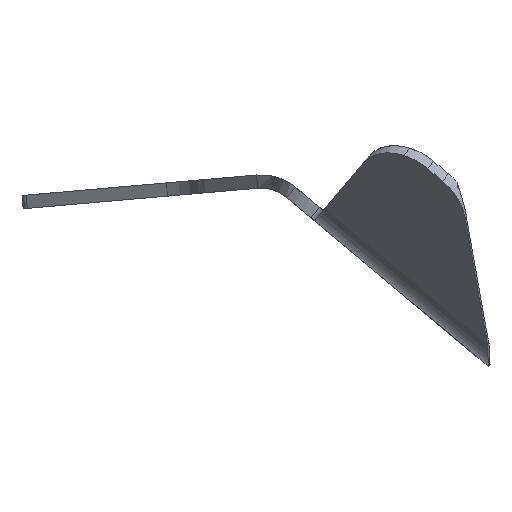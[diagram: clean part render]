
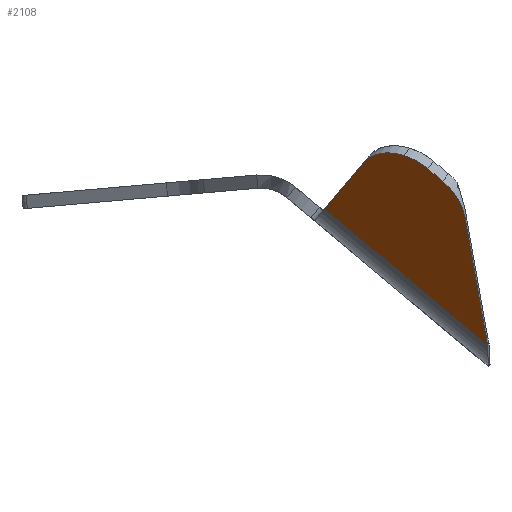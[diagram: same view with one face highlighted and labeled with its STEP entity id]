
A CAD part, left-side view. The second image highlights one B-rep face of the part: STEP entity #2108.
In plain terms, the highlighted planar face has unit normal (-0.707, 0.455, -0.542).
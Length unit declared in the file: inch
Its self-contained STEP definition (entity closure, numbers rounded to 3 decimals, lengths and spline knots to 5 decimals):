
#154 = CIRCLE ( 'NONE', #1957, 0.5 ) ;
#249 = VERTEX_POINT ( 'NONE', #323 ) ;
#305 = CIRCLE ( 'NONE', #1503, 0.5 ) ;
#307 = VERTEX_POINT ( 'NONE', #659 ) ;
#323 = CARTESIAN_POINT ( 'NONE',  ( -6.33572, 0.02899, -7.96065 ) ) ;
#520 = CARTESIAN_POINT ( 'NONE',  ( -6.22589, 1.63549, -6.75602 ) ) ;
#582 = AXIS2_PLACEMENT_3D ( 'NONE', #2514, #2158, #731 ) ;
#602 = VECTOR ( 'NONE', #3778, 39.37008 ) ;
#659 = CARTESIAN_POINT ( 'NONE',  ( -6.89638, 1.2045, -6.24239 ) ) ;
#685 = ORIENTED_EDGE ( 'NONE', *, *, #3647, .T. ) ;
#697 = VECTOR ( 'NONE', #951, 39.37008 ) ;
#731 = DIRECTION ( 'NONE',  ( 0.608, 0., -0.794 ) ) ;
#840 = VERTEX_POINT ( 'NONE', #2311 ) ;
#865 = CARTESIAN_POINT ( 'NONE',  ( -6.33572, 1.56489, -6.67188 ) ) ;
#951 = DIRECTION ( 'NONE',  ( -0.541, 0.146, 0.828 ) ) ;
#1008 = EDGE_CURVE ( 'NONE', #3947, #1220, #2011, .T. ) ;
#1057 = VECTOR ( 'NONE', #1695, 39.37008 ) ;
#1085 = ORIENTED_EDGE ( 'NONE', *, *, #1008, .T. ) ;
#1220 = VERTEX_POINT ( 'NONE', #4430 ) ;
#1288 = CARTESIAN_POINT ( 'NONE',  ( -6.89638, 0.82148, -6.56378 ) ) ;
#1335 = VERTEX_POINT ( 'NONE', #2392 ) ;
#1340 = ORIENTED_EDGE ( 'NONE', *, *, #2078, .T. ) ;
#1503 = AXIS2_PLACEMENT_3D ( 'NONE', #1288, #2295, #3734 ) ;
#1504 = ORIENTED_EDGE ( 'NONE', *, *, #2063, .F. ) ;
#1672 = DIRECTION ( 'NONE',  ( -0.707, 0.455, -0.542 ) ) ;
#1695 = DIRECTION ( 'NONE',  ( 0.707, 0.455, -0.542 ) ) ;
#1728 = ORIENTED_EDGE ( 'NONE', *, *, #1863, .T. ) ;
#1822 = EDGE_CURVE ( 'NONE', #307, #1335, #3746, .T. ) ;
#1863 = EDGE_CURVE ( 'NONE', #1875, #307, #154, .T. ) ;
#1875 = VERTEX_POINT ( 'NONE', #3507 ) ;
#1881 = VECTOR ( 'NONE', #2524, 39.37008 ) ;
#1957 = AXIS2_PLACEMENT_3D ( 'NONE', #2416, #1672, #3859 ) ;
#2011 = CIRCLE ( 'NONE', #582, 0.5 ) ;
#2056 = FACE_OUTER_BOUND ( 'NONE', #2904, .T. ) ;
#2063 = EDGE_CURVE ( 'NONE', #249, #1335, #2759, .T. ) ;
#2078 = EDGE_CURVE ( 'NONE', #840, #1875, #305, .T. ) ;
#2098 = DIRECTION ( 'NONE',  ( -0.608, 0., 0.794 ) ) ;
#2108 = ADVANCED_FACE ( 'NONE', ( #2056 ), #3945, .F. ) ;
#2158 = DIRECTION ( 'NONE',  ( -0.707, 0.455, -0.542 ) ) ;
#2295 = DIRECTION ( 'NONE',  ( -0.707, 0.455, -0.542 ) ) ;
#2311 = CARTESIAN_POINT ( 'NONE',  ( -7.24994, 0.59422, -6.29294 ) ) ;
#2392 = CARTESIAN_POINT ( 'NONE',  ( -6.33572, 1.56489, -6.67188 ) ) ;
#2400 = EDGE_CURVE ( 'NONE', #840, #1220, #3352, .T. ) ;
#2416 = CARTESIAN_POINT ( 'NONE',  ( -6.89638, 0.82148, -6.56378 ) ) ;
#2422 = LINE ( 'NONE', #3891, #697 ) ;
#2497 = CARTESIAN_POINT ( 'NONE',  ( -6.22589, 1.63549, -6.75602 ) ) ;
#2514 = CARTESIAN_POINT ( 'NONE',  ( -6.89638, 0.68134, -6.68138 ) ) ;
#2524 = DIRECTION ( 'NONE',  ( 0., -0.766, -0.643 ) ) ;
#2557 = AXIS2_PLACEMENT_3D ( 'NONE', #2497, #4260, #2098 ) ;
#2759 = LINE ( 'NONE', #865, #602 ) ;
#2877 = CARTESIAN_POINT ( 'NONE',  ( -7.24994, 0.97724, -5.97155 ) ) ;
#2904 = EDGE_LOOP ( 'NONE', ( #3046, #1340, #1728, #3621, #1504, #685, #1085 ) ) ;
#3046 = ORIENTED_EDGE ( 'NONE', *, *, #2400, .F. ) ;
#3122 = CARTESIAN_POINT ( 'NONE',  ( -7.12421, 0.242, -6.75262 ) ) ;
#3352 = LINE ( 'NONE', #2877, #1881 ) ;
#3507 = CARTESIAN_POINT ( 'NONE',  ( -7.20044, 0.82148, -6.16686 ) ) ;
#3621 = ORIENTED_EDGE ( 'NONE', *, *, #1822, .T. ) ;
#3647 = EDGE_CURVE ( 'NONE', #249, #3947, #2422, .T. ) ;
#3734 = DIRECTION ( 'NONE',  ( 0.608, 0., -0.794 ) ) ;
#3746 = LINE ( 'NONE', #520, #1057 ) ;
#3778 = DIRECTION ( 'NONE',  ( 0., 0.766, 0.643 ) ) ;
#3859 = DIRECTION ( 'NONE',  ( 0.608, 0., -0.794 ) ) ;
#3891 = CARTESIAN_POINT ( 'NONE',  ( -6.97011, 0.20036, -6.98872 ) ) ;
#3945 = PLANE ( 'NONE',  #2557 ) ;
#3947 = VERTEX_POINT ( 'NONE', #3122 ) ;
#4260 = DIRECTION ( 'NONE',  ( 0.707, -0.455, 0.542 ) ) ;
#4430 = CARTESIAN_POINT ( 'NONE',  ( -7.24994, 0.45408, -6.41054 ) ) ;
